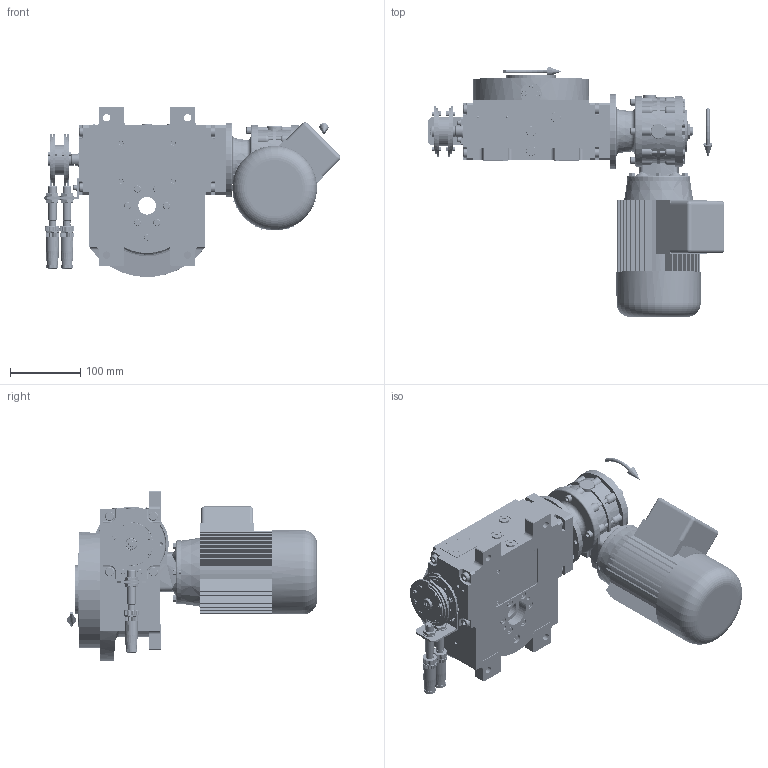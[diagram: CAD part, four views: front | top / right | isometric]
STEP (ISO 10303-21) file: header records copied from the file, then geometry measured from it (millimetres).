
FILE_DESCRIPTION (( 'STEP AP203' ), '1' );
FILE_NAME ('PC5201930.step', '2026-03-13T10:34:07', ( '' ), ( '' ), 'SwSTEP 2.0', 'SolidWorks 2020', '' );
FILE_SCHEMA (( 'CONFIG_CONTROL_DESIGN' ));
Length unit declared in the file: millimetre
Products named in the file (95): CFN2010_01_006.stp; cfn2151_01_092; cfn2003_01_063; cfn2000_01_129; rig04_014_s_001; cfn2000_01_184; cfn2070_05_001; cfn2476_01_001_48x38; cfn2055_01_002; cfn2151_01_087; cfn2000_01_147; CFN2104_02_017.stp; 900_38_30_003; cfn2128_04_011; CFN2000_01_185.stp; cfn2107_01_001; cfn2151_01_162; AS_900_38_30_003; cfn2115_02_182; rig04_015; cfn2000_01_151; AS_cfn2476_01_001_48x38; cfn2115_02_194; cfn2115_02_213; cfn2155_01_055; cfn2077_01_018; cfn2000_01_161; AS_rig04_002_bl_004; CFN2356_03_051.stp; AS_rig04_004_s_002; cfn2276_01_065; freccia_angolare_albero; 900_38_10_028; AS_900_38_10_028; AS_rig04_014_s_001; cfn2400_04_024; cfn2128_05_006; AS_900_00_00_005; rig04_003_8; rig04_007_master ...
Assembly tree (91 placements, depth 5):
  CFN2010_01_006.stp
  cfn2151_01_092
  cfn2151_01_087
  cfn2151_01_162
  cfn2115_02_213
Bounding box: 421.37 x 355 x 240.87 mm (x, y, z)
Volume: 4077049.3 mm3; surface area: 814635.6 mm2
Topology: 91 solids, 91 shells, 6262 faces, 15879 edges, 10096 vertices
Faces by surface type: plane 2975, cylinder 2105, cone 997, torus 157, bspline 18, sphere 10
Entity records: 174272 total; most frequent: CARTESIAN_POINT 41087, DIRECTION 26060, ORIENTED_EDGE 25504, EDGE_CURVE 12752, AXIS2_PLACEMENT_3D 9527, VERTEX_POINT 8186, LINE 7006, VECTOR 7006
